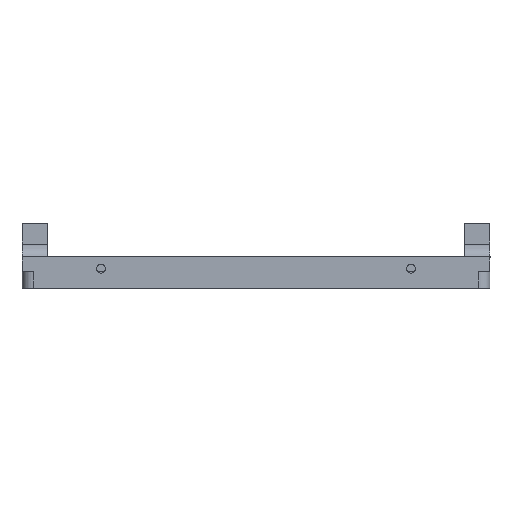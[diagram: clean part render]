
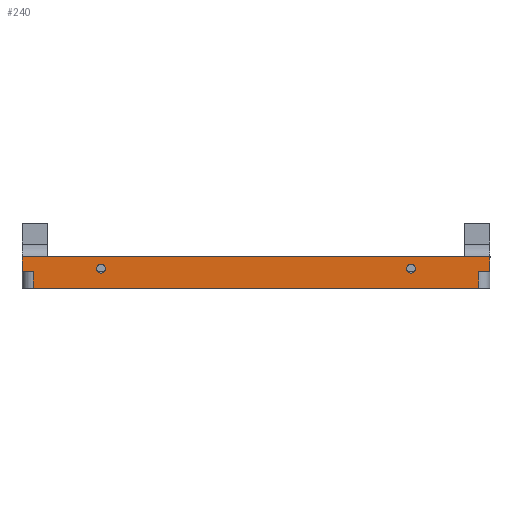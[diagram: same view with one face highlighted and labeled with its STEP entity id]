
A CAD part, front view. The second image highlights one B-rep face of the part: STEP entity #240.
In plain terms, the highlighted planar face has unit normal (0, -1, 0).
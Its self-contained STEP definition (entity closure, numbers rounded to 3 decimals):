
#128 = CARTESIAN_POINT ( 'NONE',  ( -27.5, -49.75, 0.5 ) ) ;
#130 = ORIENTED_EDGE ( 'NONE', *, *, #9481, .F. ) ;
#188 = DIRECTION ( 'NONE',  ( 0., 0., -1. ) ) ;
#235 = DIRECTION ( 'NONE',  ( 0., -1., 0. ) ) ;
#240 = ADVANCED_FACE ( 'NONE', ( #9007, #3739, #6945 ), #5205, .T. ) ;
#502 = CIRCLE ( 'NONE', #8556, 0.8 ) ;
#552 = ORIENTED_EDGE ( 'NONE', *, *, #751, .F. ) ;
#676 = EDGE_CURVE ( 'NONE', #7375, #912, #502, .T. ) ;
#710 = EDGE_CURVE ( 'NONE', #10123, #11358, #9119, .T. ) ;
#751 = EDGE_CURVE ( 'NONE', #6900, #10570, #3997, .T. ) ;
#760 = VECTOR ( 'NONE', #2547, 1000. ) ;
#871 = EDGE_CURVE ( 'NONE', #7263, #7925, #7506, .T. ) ;
#912 = VERTEX_POINT ( 'NONE', #10420 ) ;
#1003 = VECTOR ( 'NONE', #6389, 1000. ) ;
#1007 = LINE ( 'NONE', #9217, #6252 ) ;
#1062 = VECTOR ( 'NONE', #3884, 1000. ) ;
#1123 = DIRECTION ( 'NONE',  ( -1., 0., 0. ) ) ;
#1301 = EDGE_CURVE ( 'NONE', #5410, #10687, #11452, .T. ) ;
#1308 = CARTESIAN_POINT ( 'NONE',  ( 41.5, -49.75, 2.6 ) ) ;
#1374 = ORIENTED_EDGE ( 'NONE', *, *, #710, .F. ) ;
#1416 = CARTESIAN_POINT ( 'NONE',  ( 27.5, -49.75, 0.5 ) ) ;
#1447 = EDGE_CURVE ( 'NONE', #4808, #5410, #9495, .T. ) ;
#1490 = CARTESIAN_POINT ( 'NONE',  ( 0., -49.75, 0. ) ) ;
#1610 = AXIS2_PLACEMENT_3D ( 'NONE', #6198, #5315, #11392 ) ;
#1784 = CARTESIAN_POINT ( 'NONE',  ( 0., -49.75, 0. ) ) ;
#1852 = VECTOR ( 'NONE', #10716, 1000. ) ;
#1948 = CARTESIAN_POINT ( 'NONE',  ( 39.5, -49.75, -3. ) ) ;
#2547 = DIRECTION ( 'NONE',  ( -1., 0., 0. ) ) ;
#2576 = CARTESIAN_POINT ( 'NONE',  ( 39.5, -49.75, -3. ) ) ;
#2598 = DIRECTION ( 'NONE',  ( -1., 0., 0. ) ) ;
#2635 = CARTESIAN_POINT ( 'NONE',  ( -27.5, -49.75, 1.3 ) ) ;
#2765 = DIRECTION ( 'NONE',  ( 0., -1., 0. ) ) ;
#2781 = ORIENTED_EDGE ( 'NONE', *, *, #5784, .T. ) ;
#2797 = CARTESIAN_POINT ( 'NONE',  ( -27.5, -49.75, -0.3 ) ) ;
#2863 = ORIENTED_EDGE ( 'NONE', *, *, #676, .F. ) ;
#3354 = AXIS2_PLACEMENT_3D ( 'NONE', #1416, #4134, #11437 ) ;
#3444 = EDGE_CURVE ( 'NONE', #10570, #7925, #5266, .T. ) ;
#3586 = DIRECTION ( 'NONE',  ( 0., 0., -1. ) ) ;
#3675 = CARTESIAN_POINT ( 'NONE',  ( -41.5, -49.75, 0. ) ) ;
#3728 = EDGE_LOOP ( 'NONE', ( #1374, #7929 ) ) ;
#3739 = FACE_BOUND ( 'NONE', #11269, .T. ) ;
#3884 = DIRECTION ( 'NONE',  ( 0., 0., 1. ) ) ;
#3946 = CARTESIAN_POINT ( 'NONE',  ( 41.5, -49.75, 2.6 ) ) ;
#3997 = LINE ( 'NONE', #6746, #1062 ) ;
#4134 = DIRECTION ( 'NONE',  ( 0., -1., 0. ) ) ;
#4181 = CIRCLE ( 'NONE', #11087, 0.8 ) ;
#4808 = VERTEX_POINT ( 'NONE', #1308 ) ;
#5016 = CARTESIAN_POINT ( 'NONE',  ( -39.5, -49.75, -3. ) ) ;
#5205 = PLANE ( 'NONE',  #1610 ) ;
#5266 = LINE ( 'NONE', #1490, #760 ) ;
#5315 = DIRECTION ( 'NONE',  ( 0., -1., 0. ) ) ;
#5403 = EDGE_CURVE ( 'NONE', #912, #7375, #8400, .T. ) ;
#5410 = VERTEX_POINT ( 'NONE', #10436 ) ;
#5468 = CARTESIAN_POINT ( 'NONE',  ( 27.5, -49.75, 0.5 ) ) ;
#5784 = EDGE_CURVE ( 'NONE', #9544, #10687, #6185, .T. ) ;
#5812 = DIRECTION ( 'NONE',  ( 0., -1., 0. ) ) ;
#5815 = ORIENTED_EDGE ( 'NONE', *, *, #5403, .F. ) ;
#5857 = VECTOR ( 'NONE', #2598, 1000. ) ;
#6185 = LINE ( 'NONE', #2576, #1852 ) ;
#6198 = CARTESIAN_POINT ( 'NONE',  ( 0., -49.75, 2.6 ) ) ;
#6217 = ORIENTED_EDGE ( 'NONE', *, *, #871, .T. ) ;
#6252 = VECTOR ( 'NONE', #1123, 1000. ) ;
#6290 = EDGE_CURVE ( 'NONE', #4808, #7263, #6450, .T. ) ;
#6343 = ORIENTED_EDGE ( 'NONE', *, *, #1447, .F. ) ;
#6389 = DIRECTION ( 'NONE',  ( -1., 0., 0. ) ) ;
#6450 = LINE ( 'NONE', #9076, #1003 ) ;
#6528 = ORIENTED_EDGE ( 'NONE', *, *, #6290, .T. ) ;
#6636 = CARTESIAN_POINT ( 'NONE',  ( -41.5, -49.75, 2.6 ) ) ;
#6695 = VECTOR ( 'NONE', #10190, 1000. ) ;
#6746 = CARTESIAN_POINT ( 'NONE',  ( -39.5, -49.75, -3. ) ) ;
#6900 = VERTEX_POINT ( 'NONE', #5016 ) ;
#6945 = FACE_OUTER_BOUND ( 'NONE', #7429, .T. ) ;
#7038 = ORIENTED_EDGE ( 'NONE', *, *, #1301, .F. ) ;
#7263 = VERTEX_POINT ( 'NONE', #10960 ) ;
#7375 = VERTEX_POINT ( 'NONE', #9727 ) ;
#7429 = EDGE_LOOP ( 'NONE', ( #7038, #6343, #6528, #6217, #9292, #552, #130, #2781 ) ) ;
#7506 = LINE ( 'NONE', #6636, #6695 ) ;
#7925 = VERTEX_POINT ( 'NONE', #3675 ) ;
#7929 = ORIENTED_EDGE ( 'NONE', *, *, #9002, .F. ) ;
#8400 = CIRCLE ( 'NONE', #3354, 0.8 ) ;
#8483 = CARTESIAN_POINT ( 'NONE',  ( -27.5, -49.75, 0.5 ) ) ;
#8556 = AXIS2_PLACEMENT_3D ( 'NONE', #5468, #2765, #188 ) ;
#8580 = VECTOR ( 'NONE', #9441, 1000. ) ;
#9002 = EDGE_CURVE ( 'NONE', #11358, #10123, #4181, .T. ) ;
#9007 = FACE_BOUND ( 'NONE', #3728, .T. ) ;
#9076 = CARTESIAN_POINT ( 'NONE',  ( 0., -49.75, 2.6 ) ) ;
#9119 = CIRCLE ( 'NONE', #10604, 0.8 ) ;
#9217 = CARTESIAN_POINT ( 'NONE',  ( 0., -49.75, -3. ) ) ;
#9292 = ORIENTED_EDGE ( 'NONE', *, *, #3444, .F. ) ;
#9366 = DIRECTION ( 'NONE',  ( 0., 0., -1. ) ) ;
#9441 = DIRECTION ( 'NONE',  ( 0., 0., -1. ) ) ;
#9481 = EDGE_CURVE ( 'NONE', #9544, #6900, #1007, .T. ) ;
#9495 = LINE ( 'NONE', #3946, #8580 ) ;
#9544 = VERTEX_POINT ( 'NONE', #1948 ) ;
#9727 = CARTESIAN_POINT ( 'NONE',  ( 27.5, -49.75, 1.3 ) ) ;
#10041 = CARTESIAN_POINT ( 'NONE',  ( 39.5, -49.75, 0. ) ) ;
#10123 = VERTEX_POINT ( 'NONE', #2797 ) ;
#10190 = DIRECTION ( 'NONE',  ( 0., 0., -1. ) ) ;
#10420 = CARTESIAN_POINT ( 'NONE',  ( 27.5, -49.75, -0.3 ) ) ;
#10436 = CARTESIAN_POINT ( 'NONE',  ( 41.5, -49.75, 0. ) ) ;
#10570 = VERTEX_POINT ( 'NONE', #10682 ) ;
#10604 = AXIS2_PLACEMENT_3D ( 'NONE', #128, #235, #3586 ) ;
#10682 = CARTESIAN_POINT ( 'NONE',  ( -39.5, -49.75, 0. ) ) ;
#10687 = VERTEX_POINT ( 'NONE', #10041 ) ;
#10716 = DIRECTION ( 'NONE',  ( 0., 0., 1. ) ) ;
#10960 = CARTESIAN_POINT ( 'NONE',  ( -41.5, -49.75, 2.6 ) ) ;
#11087 = AXIS2_PLACEMENT_3D ( 'NONE', #8483, #5812, #9366 ) ;
#11269 = EDGE_LOOP ( 'NONE', ( #5815, #2863 ) ) ;
#11358 = VERTEX_POINT ( 'NONE', #2635 ) ;
#11392 = DIRECTION ( 'NONE',  ( 1., 0., 0. ) ) ;
#11437 = DIRECTION ( 'NONE',  ( 0., 0., -1. ) ) ;
#11452 = LINE ( 'NONE', #1784, #5857 ) ;
